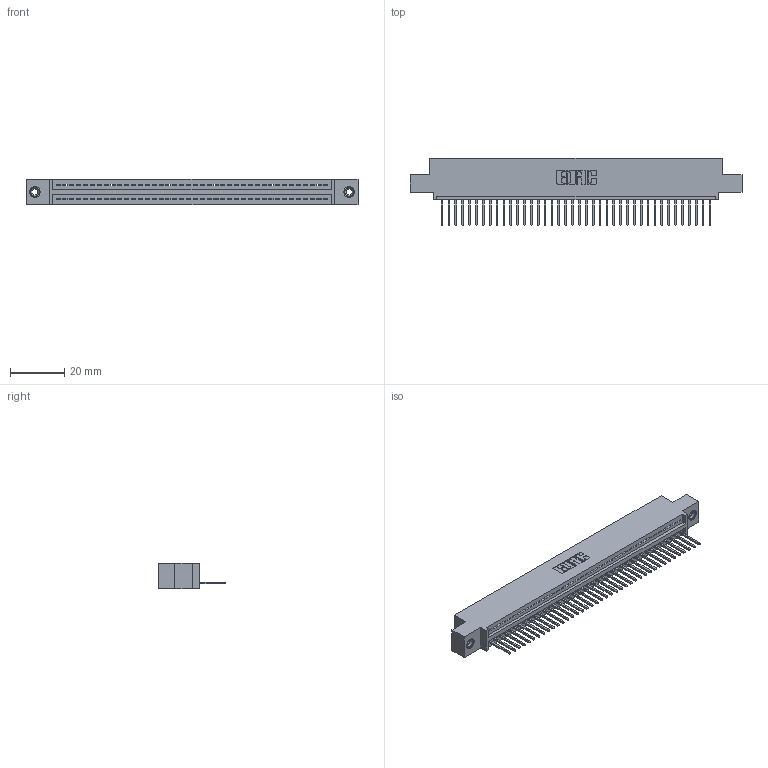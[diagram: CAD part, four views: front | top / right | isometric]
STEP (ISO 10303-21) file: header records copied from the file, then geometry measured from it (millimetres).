
FILE_DESCRIPTION (( 'STEP AP203' ), '1' );
FILE_NAME ('345-040-523-408.STEP', '2018-09-05T01:59:55', ( '' ), ( '' ), 'SwSTEP 2.0', 'SolidWorks 2016', '' );
FILE_SCHEMA (( 'CONFIG_CONTROL_DESIGN' ));
Length unit declared in the file: inch
Products named in the file (4): 345 Part_0.110 Offset - 0.156 Dia-TI; 345-292-001_345-293-123; 345-250-001_345-250-003-102; 345-040-523-408
Assembly tree (43 placements, depth 2):
  345-040-523-408
    345 Part_0.110 Offset - 0.156 Dia-TI
    345-292-001_345-293-123  x40
    345-250-001_345-250-003-102  x2
Bounding box: 122.81 x 24.82 x 9.4 mm (x, y, z)
Volume: 11552.8 mm3; surface area: 15470 mm2
Topology: 43 solids, 43 shells, 2510 faces, 7529 edges, 4958 vertices
Faces by surface type: plane 1716, cylinder 778, cone 12, torus 4
Entity records: 31710 total; most frequent: CARTESIAN_POINT 5475, ORIENTED_EDGE 5442, DIRECTION 4811, EDGE_CURVE 2721, VECTOR 2409, LINE 2409, VERTEX_POINT 1808, AXIS2_PLACEMENT_3D 1201
